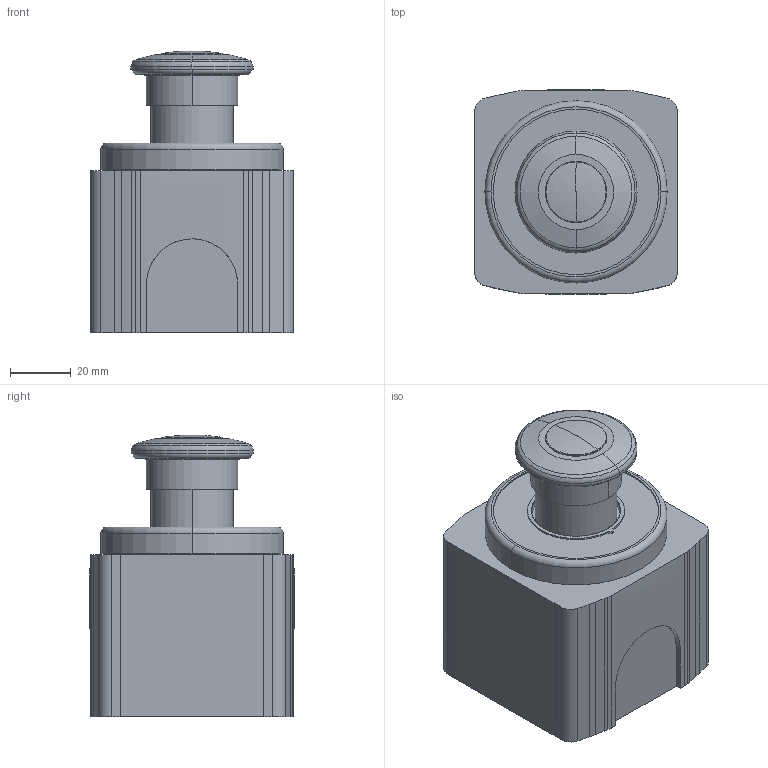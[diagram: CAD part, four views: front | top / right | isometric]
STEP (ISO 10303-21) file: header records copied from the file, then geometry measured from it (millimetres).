
FILE_DESCRIPTION((''),'2;1');
FILE_NAME('XALK178_EXAMPLE1','2021-10-05T15:44:29',('SESA105692'),('Schneider-Electric'),'CREO PARAMETRIC BY PTC INC, 2019471','CREO PARAMETRIC BY PTC INC, 2019471','');
FILE_SCHEMA(('AP242_MANAGED_MODEL_BASED_3D_ENGINEERING_MIM_LF { 1 0 10303 442 1 1 4 }'));
Length unit declared in the file: millimetre
Products named in the file (1): XALK178_EXAMPLE1
Bounding box: 66.66 x 67.19 x 92.8 mm (x, y, z)
Volume: 275605.7 mm3; surface area: 28623.2 mm2
Topology: 1 solids, 1 shells, 93 faces, 232 edges, 149 vertices
Faces by surface type: cylinder 40, plane 23, extrusion 10, torus 10, cone 4, bspline 4, revolution 2
Entity records: 30896 total; most frequent: CARTESIAN_POINT 27574, DIRECTION 562, POLYLINE 462, ORIENTED_EDGE 460, AXIS2_PLACEMENT_3D 231, EDGE_CURVE 230, VERTEX_POINT 149, CIRCLE 116
